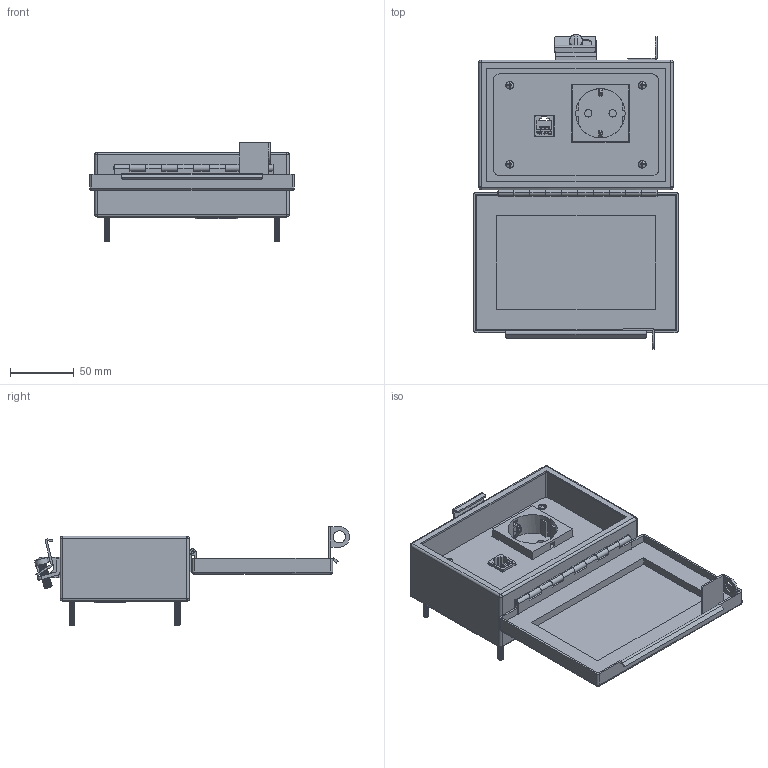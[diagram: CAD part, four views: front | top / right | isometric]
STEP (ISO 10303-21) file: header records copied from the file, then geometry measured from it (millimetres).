
FILE_DESCRIPTION (( 'STEP AP203' ), '1' );
FILE_NAME ('P-R2-M5RE0_3D.STEP', '2018-09-27T19:29:41', ( '' ), ( '' ), 'SwSTEP 2.0', 'SolidWorks 2018', '' );
FILE_SCHEMA (( 'CONFIG_CONTROL_DESIGN' ));
Length unit declared in the file: millimetre
Products named in the file (12): -M5; P-R2-M5RE0_TP060_1; 92005A124_METRIC PAN HEAD PHILLIPS MACHINE SCREW_92005A124; Z-000-4243316TFP; P-R2-M5RE0_3D; P-R2-M5RE0_FP060_1; Z-200-OTLT-RE; RE; Z-300-RJ45CAT5; R2; Z-H-M5_B; P-R2-M5RE0_BP180_1
Assembly tree (16 placements, depth 3):
  P-R2-M5RE0_3D
    P-R2-M5RE0_BP180_1
    P-R2-M5RE0_TP060_1
    Z-000-4243316TFP  x3
    P-R2-M5RE0_FP060_1
    RE
      Z-200-OTLT-RE
    R2
      Z-300-RJ45CAT5
    -M5
      Z-H-M5_B
    92005A124_METRIC PAN HEAD PHILLIPS MACHINE SCREW_92005A124  x4
Bounding box: 160.82 x 247.16 x 77.34 mm (x, y, z)
Volume: 241585.4 mm3; surface area: 207776.5 mm2
Topology: 17 solids, 17 shells, 1818 faces, 5217 edges, 3461 vertices
Faces by surface type: cylinder 801, plane 657, bspline 250, cone 63, sphere 31, torus 16
Entity records: 93497 total; most frequent: CARTESIAN_POINT 64416, ORIENTED_EDGE 6572, DIRECTION 4552, EDGE_CURVE 3286, VERTEX_POINT 2186, LINE 1884, VECTOR 1884, AXIS2_PLACEMENT_3D 1334
